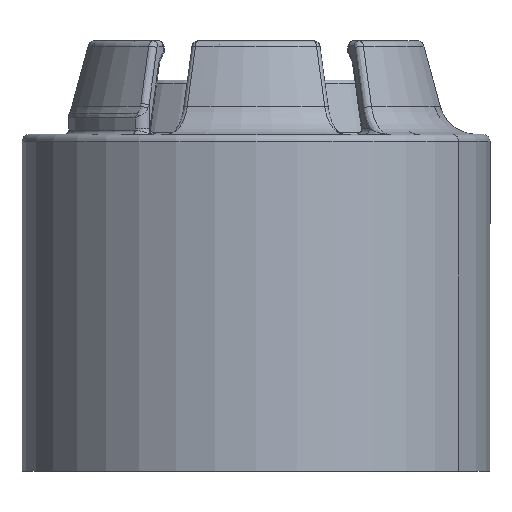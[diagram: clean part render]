
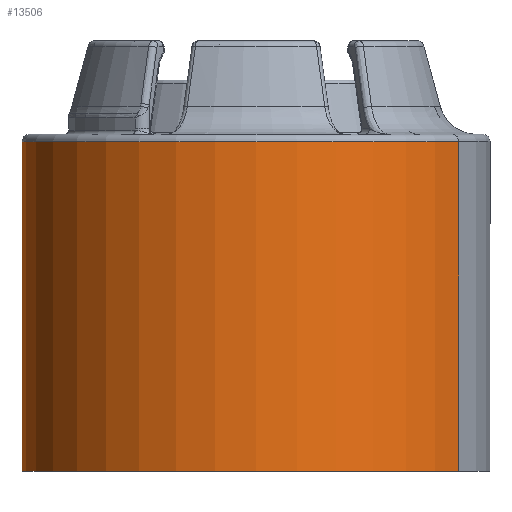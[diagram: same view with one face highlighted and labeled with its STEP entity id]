
A CAD part, left-side view. The second image highlights one B-rep face of the part: STEP entity #13506.
In plain terms, the highlighted cylindrical face has radius 12.5 mm (diameter 25 mm), a partial arc.
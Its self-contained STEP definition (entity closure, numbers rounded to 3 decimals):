
#633 = DIRECTION ( 'NONE',  ( -0.5, -0.866, 0. ) ) ;
#721 = CARTESIAN_POINT ( 'NONE',  ( -6.25, -10.825, -60.271 ) ) ;
#1281 = CIRCLE ( 'NONE', #8849, 12.5 ) ;
#2903 = CARTESIAN_POINT ( 'NONE',  ( 6.25, 10.825, 0. ) ) ;
#3211 = CARTESIAN_POINT ( 'NONE',  ( 6.25, 10.825, -77.871 ) ) ;
#4935 = VECTOR ( 'NONE', #9831, 1000. ) ;
#4995 = VERTEX_POINT ( 'NONE', #16451 ) ;
#5392 = CYLINDRICAL_SURFACE ( 'NONE', #11381, 12.5 ) ;
#6977 = CARTESIAN_POINT ( 'NONE',  ( 0., 0., -77.871 ) ) ;
#7878 = EDGE_CURVE ( 'NONE', #4995, #14743, #10262, .T. ) ;
#8368 = ORIENTED_EDGE ( 'NONE', *, *, #12885, .F. ) ;
#8701 = DIRECTION ( 'NONE',  ( 0., 0., 1. ) ) ;
#8849 = AXIS2_PLACEMENT_3D ( 'NONE', #8988, #18400, #20513 ) ;
#8988 = CARTESIAN_POINT ( 'NONE',  ( 0., 0., -60.271 ) ) ;
#9831 = DIRECTION ( 'NONE',  ( 0., 0., 1. ) ) ;
#10262 = LINE ( 'NONE', #24489, #4935 ) ;
#11180 = EDGE_CURVE ( 'NONE', #12143, #4995, #20572, .T. ) ;
#11381 = AXIS2_PLACEMENT_3D ( 'NONE', #20675, #17462, #633 ) ;
#12143 = VERTEX_POINT ( 'NONE', #3211 ) ;
#12840 = DIRECTION ( 'NONE',  ( -0.5, -0.866, 0. ) ) ;
#12841 = ORIENTED_EDGE ( 'NONE', *, *, #13315, .T. ) ;
#12885 = EDGE_CURVE ( 'NONE', #12143, #14469, #24384, .T. ) ;
#13315 = EDGE_CURVE ( 'NONE', #14743, #14469, #1281, .T. ) ;
#13506 = ADVANCED_FACE ( 'NONE', ( #17494 ), #5392, .T. ) ;
#13877 = AXIS2_PLACEMENT_3D ( 'NONE', #6977, #18436, #12840 ) ;
#14469 = VERTEX_POINT ( 'NONE', #14631 ) ;
#14631 = CARTESIAN_POINT ( 'NONE',  ( 6.25, 10.825, -60.271 ) ) ;
#14743 = VERTEX_POINT ( 'NONE', #721 ) ;
#16055 = ORIENTED_EDGE ( 'NONE', *, *, #7878, .T. ) ;
#16451 = CARTESIAN_POINT ( 'NONE',  ( -6.25, -10.825, -77.871 ) ) ;
#17462 = DIRECTION ( 'NONE',  ( 0., 0., 1. ) ) ;
#17494 = FACE_OUTER_BOUND ( 'NONE', #18178, .T. ) ;
#18178 = EDGE_LOOP ( 'NONE', ( #8368, #22196, #16055, #12841 ) ) ;
#18400 = DIRECTION ( 'NONE',  ( 0., 0., -1. ) ) ;
#18436 = DIRECTION ( 'NONE',  ( 0., 0., 1. ) ) ;
#19323 = VECTOR ( 'NONE', #8701, 1000. ) ;
#20513 = DIRECTION ( 'NONE',  ( 0.5, 0.866, 0. ) ) ;
#20572 = CIRCLE ( 'NONE', #13877, 12.5 ) ;
#20675 = CARTESIAN_POINT ( 'NONE',  ( 0., 0., 0. ) ) ;
#22196 = ORIENTED_EDGE ( 'NONE', *, *, #11180, .T. ) ;
#24384 = LINE ( 'NONE', #2903, #19323 ) ;
#24489 = CARTESIAN_POINT ( 'NONE',  ( -6.25, -10.825, 0. ) ) ;
